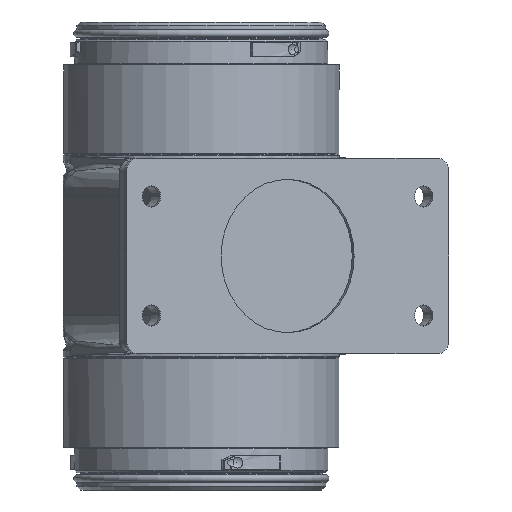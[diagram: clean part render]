
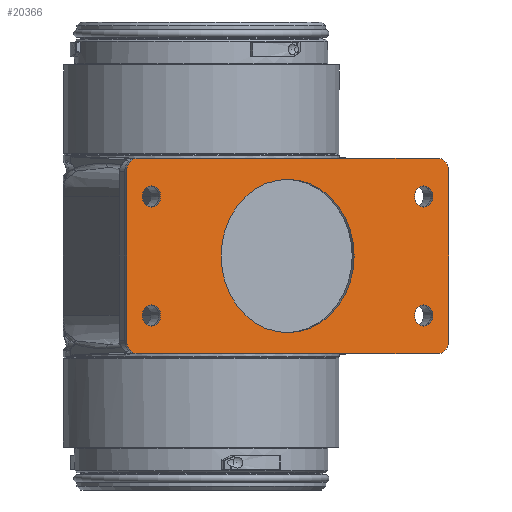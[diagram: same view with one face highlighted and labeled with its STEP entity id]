
A CAD part, left-side view. The second image highlights one B-rep face of the part: STEP entity #20366.
In plain terms, the highlighted planar face has unit normal (-0.866, -0.5, 0).
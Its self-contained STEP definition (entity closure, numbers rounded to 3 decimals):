
#1118=PLANE('',#25336);
#4486=EDGE_LOOP('',(#14274,#14275,#14276,#14277,#14278,#14279,#14280,#14281));
#4487=EDGE_LOOP('',(#14282));
#4488=EDGE_LOOP('',(#14283));
#4489=EDGE_LOOP('',(#14284));
#4490=EDGE_LOOP('',(#14285));
#4491=EDGE_LOOP('',(#14286));
#5415=LINE('',#51281,#6396);
#5420=LINE('',#51296,#6401);
#5424=LINE('',#51308,#6405);
#5428=LINE('',#51320,#6409);
#6396=VECTOR('',#31300,1.);
#6401=VECTOR('',#31313,1.);
#6405=VECTOR('',#31325,1.);
#6409=VECTOR('',#31337,1.);
#7661=CIRCLE('',#25305,3.5);
#7663=CIRCLE('',#25309,3.5);
#7665=CIRCLE('',#25313,3.5);
#7668=CIRCLE('',#25318,2.75);
#7670=CIRCLE('',#25321,2.75);
#7672=CIRCLE('',#25324,2.75);
#7674=CIRCLE('',#25327,2.75);
#7675=CIRCLE('',#25329,3.5);
#7678=CIRCLE('',#25333,20.);
#14274=ORIENTED_EDGE('',*,*,#17557,.F.);
#14275=ORIENTED_EDGE('',*,*,#17587,.F.);
#14276=ORIENTED_EDGE('',*,*,#17576,.F.);
#14277=ORIENTED_EDGE('',*,*,#17573,.F.);
#14278=ORIENTED_EDGE('',*,*,#17570,.F.);
#14279=ORIENTED_EDGE('',*,*,#17567,.F.);
#14280=ORIENTED_EDGE('',*,*,#17564,.F.);
#14281=ORIENTED_EDGE('',*,*,#17561,.F.);
#14282=ORIENTED_EDGE('',*,*,#17586,.T.);
#14283=ORIENTED_EDGE('',*,*,#17584,.F.);
#14284=ORIENTED_EDGE('',*,*,#17582,.F.);
#14285=ORIENTED_EDGE('',*,*,#17580,.T.);
#14286=ORIENTED_EDGE('',*,*,#17590,.T.);
#17557=EDGE_CURVE('',#22779,#22780,#5415,.T.);
#17561=EDGE_CURVE('',#22780,#22783,#7661,.T.);
#17564=EDGE_CURVE('',#22783,#22785,#5420,.T.);
#17567=EDGE_CURVE('',#22785,#22787,#7663,.T.);
#17570=EDGE_CURVE('',#22787,#22789,#5424,.T.);
#17573=EDGE_CURVE('',#22789,#22791,#7665,.T.);
#17576=EDGE_CURVE('',#22791,#22793,#5428,.T.);
#17580=EDGE_CURVE('',#22796,#22796,#7668,.T.);
#17582=EDGE_CURVE('',#22798,#22798,#7670,.T.);
#17584=EDGE_CURVE('',#22800,#22800,#7672,.T.);
#17586=EDGE_CURVE('',#22802,#22802,#7674,.T.);
#17587=EDGE_CURVE('',#22793,#22779,#7675,.T.);
#17590=EDGE_CURVE('',#22804,#22804,#7678,.T.);
#20366=ADVANCED_FACE('',(#20769,#20770,#20771,#20772,#20773,#20774),#1118,
 .F.);
#20769=FACE_BOUND('',#4486,.T.);
#20770=FACE_BOUND('',#4487,.T.);
#20771=FACE_BOUND('',#4488,.T.);
#20772=FACE_BOUND('',#4489,.T.);
#20773=FACE_BOUND('',#4490,.T.);
#20774=FACE_BOUND('',#4491,.T.);
#22779=VERTEX_POINT('',#51282);
#22780=VERTEX_POINT('',#51283);
#22783=VERTEX_POINT('',#51291);
#22785=VERTEX_POINT('',#51297);
#22787=VERTEX_POINT('',#51303);
#22789=VERTEX_POINT('',#51309);
#22791=VERTEX_POINT('',#51315);
#22793=VERTEX_POINT('',#51321);
#22796=VERTEX_POINT('',#51329);
#22798=VERTEX_POINT('',#51334);
#22800=VERTEX_POINT('',#51339);
#22802=VERTEX_POINT('',#51344);
#22804=VERTEX_POINT('',#51352);
#25305=AXIS2_PLACEMENT_3D('',#51290,#31306,#31307);
#25309=AXIS2_PLACEMENT_3D('',#51302,#31318,#31319);
#25313=AXIS2_PLACEMENT_3D('',#51314,#31330,#31331);
#25318=AXIS2_PLACEMENT_3D('',#51328,#31344,#31345);
#25321=AXIS2_PLACEMENT_3D('',#51333,#31350,#31351);
#25324=AXIS2_PLACEMENT_3D('',#51338,#31356,#31357);
#25327=AXIS2_PLACEMENT_3D('',#51343,#31362,#31363);
#25329=AXIS2_PLACEMENT_3D('',#51346,#31366,#31367);
#25333=AXIS2_PLACEMENT_3D('',#51351,#31374,#31375);
#25336=AXIS2_PLACEMENT_3D('',#51355,#31380,#31381);
#31300=DIRECTION('',(-0.5,0.866,0.));
#31306=DIRECTION('',(0.866,0.5,0.));
#31307=DIRECTION('',(-0.5,0.866,0.));
#31313=DIRECTION('',(0.,0.,1.));
#31318=DIRECTION('',(0.866,0.5,0.));
#31319=DIRECTION('',(-0.5,0.866,0.));
#31325=DIRECTION('',(0.5,-0.866,0.));
#31330=DIRECTION('',(0.866,0.5,0.));
#31331=DIRECTION('',(0.5,-0.866,0.));
#31337=DIRECTION('',(0.,0.,-1.));
#31344=DIRECTION('',(0.866,0.5,0.));
#31345=DIRECTION('',(-0.5,0.866,0.));
#31350=DIRECTION('',(-0.866,-0.5,0.));
#31351=DIRECTION('',(-0.5,0.866,0.));
#31356=DIRECTION('',(-0.866,-0.5,0.));
#31357=DIRECTION('',(0.5,-0.866,0.));
#31362=DIRECTION('',(0.866,0.5,0.));
#31363=DIRECTION('',(0.5,-0.866,0.));
#31366=DIRECTION('',(0.866,0.5,0.));
#31367=DIRECTION('',(0.5,-0.866,0.));
#31374=DIRECTION('',(0.866,0.5,0.));
#31375=DIRECTION('',(0.5,-0.866,0.));
#31380=DIRECTION('',(0.866,0.5,0.));
#31381=DIRECTION('',(0.5,-0.866,0.));
#51281=CARTESIAN_POINT('',(-38.971,-22.5,-87.509));
#51282=CARTESIAN_POINT('',(-16.471,-61.471,-87.509));
#51283=CARTESIAN_POINT('',(-61.471,16.471,-87.509));
#51290=CARTESIAN_POINT('',(-61.471,16.471,-84.009));
#51291=CARTESIAN_POINT('',(-63.221,19.502,-84.009));
#51296=CARTESIAN_POINT('',(-63.221,19.502,-62.009));
#51297=CARTESIAN_POINT('',(-63.221,19.502,-40.009));
#51302=CARTESIAN_POINT('',(-61.471,16.471,-40.009));
#51303=CARTESIAN_POINT('',(-61.471,16.471,-36.509));
#51308=CARTESIAN_POINT('',(-38.971,-22.5,-36.509));
#51309=CARTESIAN_POINT('',(-16.471,-61.471,-36.509));
#51314=CARTESIAN_POINT('',(-16.471,-61.471,-40.009));
#51315=CARTESIAN_POINT('',(-14.721,-64.502,-40.009));
#51320=CARTESIAN_POINT('',(-14.721,-64.502,-62.009));
#51321=CARTESIAN_POINT('',(-14.721,-64.502,-84.009));
#51328=CARTESIAN_POINT('',(-59.471,13.007,-46.509));
#51329=CARTESIAN_POINT('',(-60.846,15.389,-46.509));
#51333=CARTESIAN_POINT('',(-59.471,13.007,-77.509));
#51334=CARTESIAN_POINT('',(-60.846,15.389,-77.509));
#51338=CARTESIAN_POINT('',(-18.471,-58.007,-46.509));
#51339=CARTESIAN_POINT('',(-17.096,-60.389,-46.509));
#51343=CARTESIAN_POINT('',(-18.471,-58.007,-77.509));
#51344=CARTESIAN_POINT('',(-17.096,-60.389,-77.509));
#51346=CARTESIAN_POINT('',(-16.471,-61.471,-84.009));
#51351=CARTESIAN_POINT('',(-38.971,-22.5,-62.009));
#51352=CARTESIAN_POINT('',(-28.971,-39.821,-62.009));
#51355=CARTESIAN_POINT('',(-61.471,16.471,-84.009));
